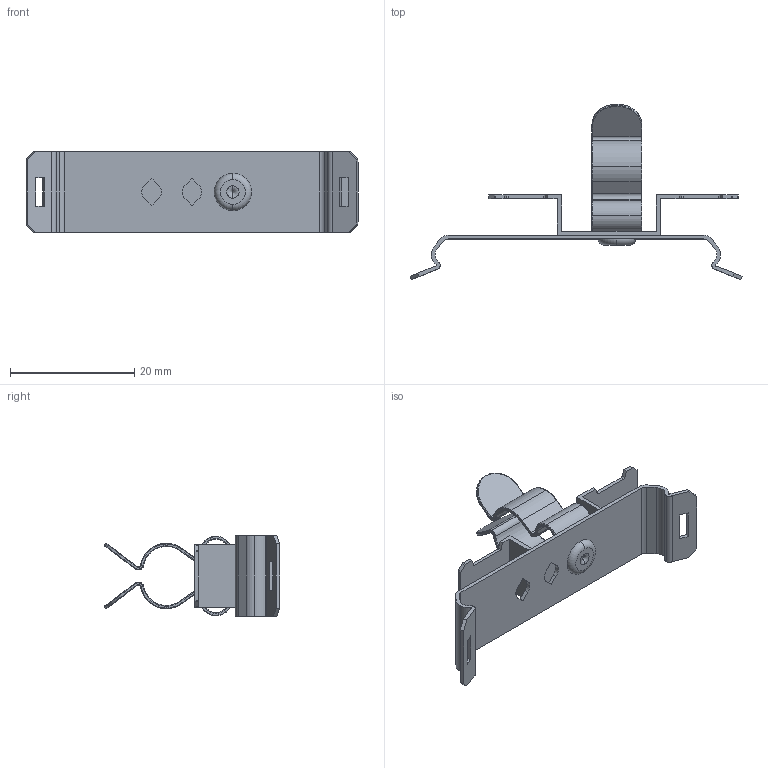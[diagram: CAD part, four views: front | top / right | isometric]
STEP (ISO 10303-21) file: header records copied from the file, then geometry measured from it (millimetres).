
FILE_DESCRIPTION (( 'STEP AP214' ), '1' );
FILE_NAME ('1032-004.STEP', '2024-03-28T14:18:13', ( '' ), ( '' ), 'SwSTEP 2.0', 'SolidWorks 2022', '' );
FILE_SCHEMA (( 'AUTOMOTIVE_DESIGN' ));
Length unit declared in the file: millimetre
Products named in the file (5): 1030-051.Kunde; 1022-054.Kunde; 3x1,5_2mm Blechstärke; 1010-004.; 1032-004
Assembly tree (4 placements, depth 2):
  1032-004
    1030-051.Kunde
    1022-054.Kunde
    3x1,5_2mm Blechstärke
    1010-004.
Bounding box: 53.36 x 28.21 x 13 mm (x, y, z)
Volume: 1065.8 mm3; surface area: 3858.1 mm2
Topology: 4 solids, 4 shells, 375 faces, 982 edges, 630 vertices
Faces by surface type: plane 168, cylinder 121, bspline 80, torus 4, sphere 2
Entity records: 16328 total; most frequent: CARTESIAN_POINT 5404, ORIENTED_EDGE 1960, DIRECTION 1770, EDGE_CURVE 980, VERTEX_POINT 630, AXIS2_PLACEMENT_3D 594, LINE 582, VECTOR 582
